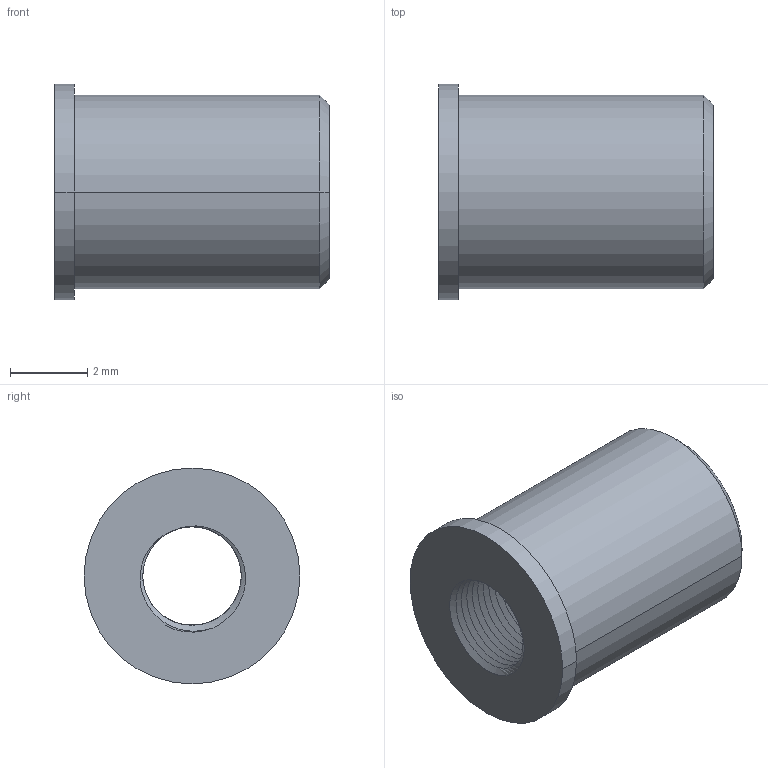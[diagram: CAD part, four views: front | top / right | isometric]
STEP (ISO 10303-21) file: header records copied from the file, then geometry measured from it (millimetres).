
FILE_DESCRIPTION (( 'STEP AP214' ), '1' );
FILE_NAME ('8569-E0W.step', '2007-11-09T08:20:57', ( ' ' ), ( ' ' ), 'SwSTEP 2.0', 'SolidWorks 2007', '' );
FILE_SCHEMA (( 'AUTOMOTIVE_DESIGN' ));
Length unit declared in the file: inch
Products named in the file (1): 8569-E0W
Bounding box: 7.11 x 5.59 x 5.59 mm (x, y, z)
Volume: 100.1 mm3; surface area: 271.5 mm2
Topology: 1 solids, 1 shells, 11 faces, 22 edges, 14 vertices
Faces by surface type: cylinder 4, plane 3, cone 2, bspline 2
Entity records: 3367 total; most frequent: CARTESIAN_POINT 3113, DIRECTION 46, ORIENTED_EDGE 44, EDGE_CURVE 22, AXIS2_PLACEMENT_3D 20, EDGE_LOOP 14, VERTEX_POINT 14, ADVANCED_FACE 11
